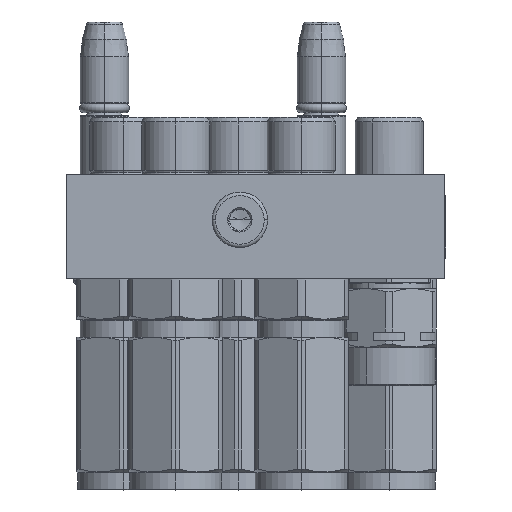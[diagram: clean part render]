
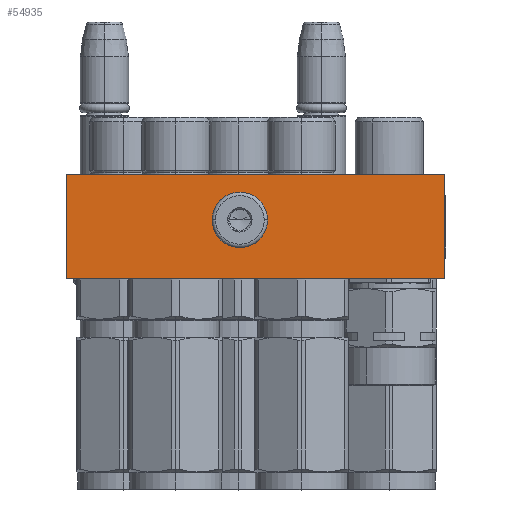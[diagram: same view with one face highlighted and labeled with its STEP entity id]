
A CAD part, front view. The second image highlights one B-rep face of the part: STEP entity #54935.
In plain terms, the highlighted face is planar.
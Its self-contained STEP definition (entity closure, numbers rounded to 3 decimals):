
#67 = CARTESIAN_POINT ( 'NONE',  ( -1.293, 8.825, -50. ) ) ;
#179 = VECTOR ( 'NONE', #23964, 1000. ) ;
#842 = CARTESIAN_POINT ( 'NONE',  ( 0.72, 13., -50. ) ) ;
#942 = CARTESIAN_POINT ( 'NONE',  ( -9.454, 11.319, -50. ) ) ;
#2399 = B_SPLINE_CURVE_WITH_KNOTS ( 'NONE', 3,
 ( #15633, #20899, #30754, #6243, #11242, #30969, #942, #35979, #36820, #22170, #6868, #12086, #47082, #11448 ),
 .UNSPECIFIED., .F., .F.,
 ( 4, 2, 2, 2, 2, 2, 4 ),
 ( 0., 0.031, 0.063, 0.125, 0.25, 0.375, 0.5 ),
 .UNSPECIFIED. ) ;
#4328 = ORIENTED_EDGE ( 'NONE', *, *, #35985, .T. ) ;
#5129 = CARTESIAN_POINT ( 'NONE',  ( 0.388, 11.16, -50. ) ) ;
#5282 = CARTESIAN_POINT ( 'NONE',  ( -54.5, 30., -50. ) ) ;
#5571 = VERTEX_POINT ( 'NONE', #43810 ) ;
#5933 = CARTESIAN_POINT ( 'NONE',  ( 0.553, 14.354, -50. ) ) ;
#6152 = CARTESIAN_POINT ( 'NONE',  ( 0.72, 13.173, -50. ) ) ;
#6243 = CARTESIAN_POINT ( 'NONE',  ( -9.678, 12.317, -50. ) ) ;
#6502 = CARTESIAN_POINT ( 'NONE',  ( -54.5, 0., -50. ) ) ;
#6868 = CARTESIAN_POINT ( 'NONE',  ( -7.13, 8.44, -50. ) ) ;
#7864 = FACE_BOUND ( 'NONE', #9724, .T. ) ;
#9360 = CARTESIAN_POINT ( 'NONE',  ( 54.5, 0., -50. ) ) ;
#9708 = CARTESIAN_POINT ( 'NONE',  ( 54.5, 0., -50. ) ) ;
#9724 = EDGE_LOOP ( 'NONE', ( #51916, #12839, #36352 ) ) ;
#10352 = DIRECTION ( 'NONE',  ( 0., 0., -1. ) ) ;
#11148 = CARTESIAN_POINT ( 'NONE',  ( -3.815, 18.22, -50. ) ) ;
#11242 = CARTESIAN_POINT ( 'NONE',  ( -9.653, 12.15, -50. ) ) ;
#11448 = CARTESIAN_POINT ( 'NONE',  ( -4.5, 7.78, -50. ) ) ;
#11466 = VECTOR ( 'NONE', #27636, 1000. ) ;
#12086 = CARTESIAN_POINT ( 'NONE',  ( -5.865, 7.915, -50. ) ) ;
#12839 = ORIENTED_EDGE ( 'NONE', *, *, #50578, .T. ) ;
#13947 = AXIS2_PLACEMENT_3D ( 'NONE', #16019, #10352, #51045 ) ;
#15026 = ORIENTED_EDGE ( 'NONE', *, *, #37983, .F. ) ;
#15633 = CARTESIAN_POINT ( 'NONE',  ( -9.72, 13., -50. ) ) ;
#15746 = CARTESIAN_POINT ( 'NONE',  ( -5.185, 18.22, -50. ) ) ;
#15959 = CARTESIAN_POINT ( 'NONE',  ( -0.325, 16.207, -50. ) ) ;
#16019 = CARTESIAN_POINT ( 'NONE',  ( 54.5, 0., -50. ) ) ;
#16185 = CARTESIAN_POINT ( 'NONE',  ( -9.446, 14.679, -50. ) ) ;
#17569 = EDGE_CURVE ( 'NONE', #33296, #30024, #57996, .T. ) ;
#18211 = CARTESIAN_POINT ( 'NONE',  ( 54.5, 30., -50. ) ) ;
#18864 = B_SPLINE_CURVE_WITH_KNOTS ( 'NONE', 3,
 ( #842, #6152, #51208, #35888, #56006, #5933, #35685, #40897, #15959, #50337, #55592, #45949, #11148, #15746, #25402, #25619, #20380, #55363, #55134, #46147, #16185, #25178, #60210, #60421, #30445, #26033 ),
 .UNSPECIFIED., .F., .F.,
 ( 4, 2, 2, 2, 2, 2, 2, 2, 2, 2, 2, 2, 4 ),
 ( 0., 0.031, 0.062, 0.125, 0.25, 0.375, 0.5, 0.625, 0.75, 0.875, 0.906, 0.937, 1. ),
 .UNSPECIFIED. ) ;
#20135 = EDGE_CURVE ( 'NONE', #24415, #39432, #18864, .T. ) ;
#20175 = VERTEX_POINT ( 'NONE', #5282 ) ;
#20380 = CARTESIAN_POINT ( 'NONE',  ( -7.707, 17.175, -50. ) ) ;
#20899 = CARTESIAN_POINT ( 'NONE',  ( -9.72, 12.827, -50. ) ) ;
#22170 = CARTESIAN_POINT ( 'NONE',  ( -7.707, 8.825, -50. ) ) ;
#22617 = CARTESIAN_POINT ( 'NONE',  ( -54.5, 0., -50. ) ) ;
#23615 = DIRECTION ( 'NONE',  ( 0., 1., 0. ) ) ;
#23964 = DIRECTION ( 'NONE',  ( -1., 0., 0. ) ) ;
#24415 = VERTEX_POINT ( 'NONE', #45879 ) ;
#25047 = CARTESIAN_POINT ( 'NONE',  ( -1.87, 8.439, -50. ) ) ;
#25178 = CARTESIAN_POINT ( 'NONE',  ( -9.545, 14.353, -50. ) ) ;
#25402 = CARTESIAN_POINT ( 'NONE',  ( -5.865, 18.084, -50. ) ) ;
#25619 = CARTESIAN_POINT ( 'NONE',  ( -7.13, 17.561, -50. ) ) ;
#26033 = CARTESIAN_POINT ( 'NONE',  ( -9.72, 13., -50. ) ) ;
#26044 = EDGE_CURVE ( 'NONE', #39432, #5571, #2399, .T. ) ;
#26094 = LINE ( 'NONE', #18211, #36268 ) ;
#27636 = DIRECTION ( 'NONE',  ( 0., 1., 0. ) ) ;
#29336 = CARTESIAN_POINT ( 'NONE',  ( 54.5, 0., -50. ) ) ;
#29854 = CARTESIAN_POINT ( 'NONE',  ( 0.586, 11.815, -50. ) ) ;
#30024 = VERTEX_POINT ( 'NONE', #46283 ) ;
#30081 = CARTESIAN_POINT ( 'NONE',  ( -0.325, 9.793, -50. ) ) ;
#30445 = CARTESIAN_POINT ( 'NONE',  ( -9.719, 13.346, -50. ) ) ;
#30754 = CARTESIAN_POINT ( 'NONE',  ( -9.711, 12.656, -50. ) ) ;
#30969 = CARTESIAN_POINT ( 'NONE',  ( -9.553, 11.646, -50. ) ) ;
#32665 = DIRECTION ( 'NONE',  ( -1., 0., 0. ) ) ;
#33296 = VERTEX_POINT ( 'NONE', #29336 ) ;
#35685 = CARTESIAN_POINT ( 'NONE',  ( 0.454, 14.681, -50. ) ) ;
#35888 = CARTESIAN_POINT ( 'NONE',  ( 0.678, 13.683, -50. ) ) ;
#35979 = CARTESIAN_POINT ( 'NONE',  ( -9.061, 10.37, -50. ) ) ;
#35985 = EDGE_CURVE ( 'NONE', #33296, #51910, #37719, .T. ) ;
#36268 = VECTOR ( 'NONE', #32665, 1000. ) ;
#36352 = ORIENTED_EDGE ( 'NONE', *, *, #20135, .T. ) ;
#36367 = B_SPLINE_CURVE_WITH_KNOTS ( 'NONE', 3,
 ( #43604, #43821, #58310, #25047, #67, #30081, #54342, #5129, #45149, #59392, #29854, #59837, #49751, #44256 ),
 .UNSPECIFIED., .F., .F.,
 ( 4, 2, 2, 2, 2, 2, 4 ),
 ( 0.5, 0.625, 0.75, 0.875, 0.906, 0.938, 1. ),
 .UNSPECIFIED. ) ;
#36820 = CARTESIAN_POINT ( 'NONE',  ( -8.675, 9.793, -50. ) ) ;
#37719 = LINE ( 'NONE', #9708, #179 ) ;
#37983 = EDGE_CURVE ( 'NONE', #30024, #20175, #26094, .T. ) ;
#38066 = LINE ( 'NONE', #22617, #11466 ) ;
#39432 = VERTEX_POINT ( 'NONE', #58251 ) ;
#40741 = PLANE ( 'NONE',  #13947 ) ;
#40897 = CARTESIAN_POINT ( 'NONE',  ( 0.061, 15.63, -50. ) ) ;
#41000 = EDGE_LOOP ( 'NONE', ( #61562, #15026, #62294, #4328 ) ) ;
#43604 = CARTESIAN_POINT ( 'NONE',  ( -4.5, 7.78, -50. ) ) ;
#43810 = CARTESIAN_POINT ( 'NONE',  ( -4.5, 7.78, -50. ) ) ;
#43821 = CARTESIAN_POINT ( 'NONE',  ( -3.815, 7.78, -50. ) ) ;
#44256 = CARTESIAN_POINT ( 'NONE',  ( 0.72, 13., -50. ) ) ;
#44673 = VECTOR ( 'NONE', #23615, 1000. ) ;
#45149 = CARTESIAN_POINT ( 'NONE',  ( 0.446, 11.321, -50. ) ) ;
#45879 = CARTESIAN_POINT ( 'NONE',  ( 0.72, 13., -50. ) ) ;
#45949 = CARTESIAN_POINT ( 'NONE',  ( -3.135, 18.085, -50. ) ) ;
#46147 = CARTESIAN_POINT ( 'NONE',  ( -9.388, 14.84, -50. ) ) ;
#46283 = CARTESIAN_POINT ( 'NONE',  ( 54.5, 30., -50. ) ) ;
#47082 = CARTESIAN_POINT ( 'NONE',  ( -5.185, 7.78, -50. ) ) ;
#49751 = CARTESIAN_POINT ( 'NONE',  ( 0.719, 12.654, -50. ) ) ;
#50337 = CARTESIAN_POINT ( 'NONE',  ( -1.293, 17.175, -50. ) ) ;
#50578 = EDGE_CURVE ( 'NONE', #5571, #24415, #36367, .T. ) ;
#51045 = DIRECTION ( 'NONE',  ( -1., 0., 0. ) ) ;
#51208 = CARTESIAN_POINT ( 'NONE',  ( 0.711, 13.344, -50. ) ) ;
#51910 = VERTEX_POINT ( 'NONE', #6502 ) ;
#51916 = ORIENTED_EDGE ( 'NONE', *, *, #26044, .T. ) ;
#54342 = CARTESIAN_POINT ( 'NONE',  ( 0.061, 10.371, -50. ) ) ;
#54935 = ADVANCED_FACE ( 'NONE', ( #7864, #55624 ), #40741, .T. ) ;
#55134 = CARTESIAN_POINT ( 'NONE',  ( -9.061, 15.629, -50. ) ) ;
#55363 = CARTESIAN_POINT ( 'NONE',  ( -8.675, 16.207, -50. ) ) ;
#55592 = CARTESIAN_POINT ( 'NONE',  ( -1.87, 17.56, -50. ) ) ;
#55624 = FACE_OUTER_BOUND ( 'NONE', #41000, .T. ) ;
#56006 = CARTESIAN_POINT ( 'NONE',  ( 0.653, 13.85, -50. ) ) ;
#57996 = LINE ( 'NONE', #9360, #44673 ) ;
#58251 = CARTESIAN_POINT ( 'NONE',  ( -9.72, 13., -50. ) ) ;
#58310 = CARTESIAN_POINT ( 'NONE',  ( -3.135, 7.916, -50. ) ) ;
#59392 = CARTESIAN_POINT ( 'NONE',  ( 0.545, 11.647, -50. ) ) ;
#59837 = CARTESIAN_POINT ( 'NONE',  ( 0.686, 12.315, -50. ) ) ;
#60210 = CARTESIAN_POINT ( 'NONE',  ( -9.586, 14.185, -50. ) ) ;
#60421 = CARTESIAN_POINT ( 'NONE',  ( -9.686, 13.685, -50. ) ) ;
#61562 = ORIENTED_EDGE ( 'NONE', *, *, #64851, .T. ) ;
#62294 = ORIENTED_EDGE ( 'NONE', *, *, #17569, .F. ) ;
#64851 = EDGE_CURVE ( 'NONE', #51910, #20175, #38066, .T. ) ;
